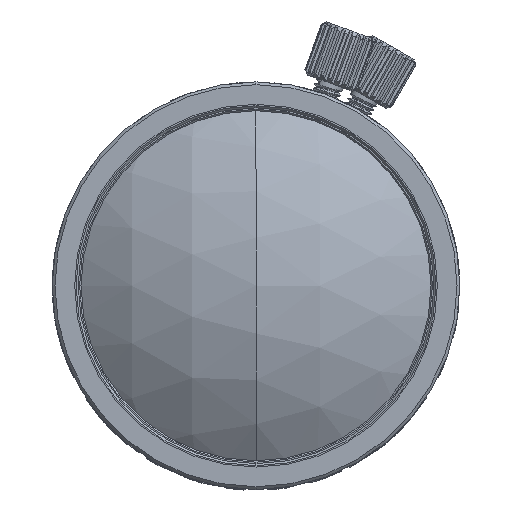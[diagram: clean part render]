
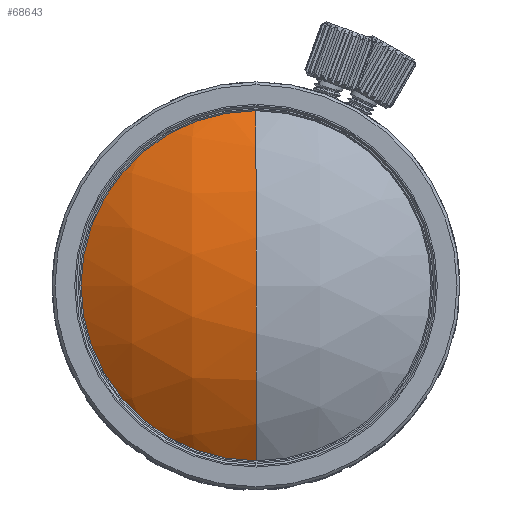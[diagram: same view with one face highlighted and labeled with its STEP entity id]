
A CAD part, top view. The second image highlights one B-rep face of the part: STEP entity #68643.
In plain terms, the highlighted spherical face has radius 20.91 mm.
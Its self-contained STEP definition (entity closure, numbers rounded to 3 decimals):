
#499 = FACE_OUTER_BOUND ( 'NONE', #36932, .T. ) ;
#1978 = ORIENTED_EDGE ( 'NONE', *, *, #86641, .F. ) ;
#2676 = CARTESIAN_POINT ( 'NONE',  ( 0., -12.725, 39.04 ) ) ;
#10394 = DIRECTION ( 'NONE',  ( 0., 0., -1. ) ) ;
#14372 = CARTESIAN_POINT ( 'NONE',  ( 0., 0., 22.448 ) ) ;
#15089 = VERTEX_POINT ( 'NONE', #22455 ) ;
#15803 = AXIS2_PLACEMENT_3D ( 'NONE', #68025, #29847, #42063 ) ;
#17263 = CARTESIAN_POINT ( 'NONE',  ( 0., 0., 22.448 ) ) ;
#20722 = EDGE_CURVE ( 'NONE', #66549, #15089, #67710, .T. ) ;
#22455 = CARTESIAN_POINT ( 'NONE',  ( 0., 12.725, 39.04 ) ) ;
#23289 = AXIS2_PLACEMENT_3D ( 'NONE', #14372, #67663, #55542 ) ;
#23825 = CARTESIAN_POINT ( 'NONE',  ( 0., 0., 39.04 ) ) ;
#27717 = AXIS2_PLACEMENT_3D ( 'NONE', #17263, #44561, #71871 ) ;
#29847 = DIRECTION ( 'NONE',  ( 1., 0., 0. ) ) ;
#36932 = EDGE_LOOP ( 'NONE', ( #47570, #67491, #1978 ) ) ;
#38160 = DIRECTION ( 'NONE',  ( -1., 0., 0. ) ) ;
#42063 = DIRECTION ( 'NONE',  ( 0., 0., -1. ) ) ;
#44561 = DIRECTION ( 'NONE',  ( -1., 0., 0. ) ) ;
#47570 = ORIENTED_EDGE ( 'NONE', *, *, #60128, .F. ) ;
#55395 = AXIS2_PLACEMENT_3D ( 'NONE', #23825, #10394, #38160 ) ;
#55542 = DIRECTION ( 'NONE',  ( 0., -1., 0. ) ) ;
#60128 = EDGE_CURVE ( 'NONE', #66549, #77764, #77264, .T. ) ;
#66549 = VERTEX_POINT ( 'NONE', #70639 ) ;
#67491 = ORIENTED_EDGE ( 'NONE', *, *, #20722, .T. ) ;
#67663 = DIRECTION ( 'NONE',  ( -1., 0., 0. ) ) ;
#67710 = CIRCLE ( 'NONE', #27717, 20.91 ) ;
#68025 = CARTESIAN_POINT ( 'NONE',  ( 0., 0., 22.448 ) ) ;
#68234 = CIRCLE ( 'NONE', #55395, 12.725 ) ;
#68643 = ADVANCED_FACE ( 'NONE', ( #499 ), #68971, .T. ) ;
#68971 = SPHERICAL_SURFACE ( 'NONE', #23289, 20.91 ) ;
#70639 = CARTESIAN_POINT ( 'NONE',  ( 0., 0., 43.358 ) ) ;
#71871 = DIRECTION ( 'NONE',  ( 0., -1., 0. ) ) ;
#77264 = CIRCLE ( 'NONE', #15803, 20.91 ) ;
#77764 = VERTEX_POINT ( 'NONE', #2676 ) ;
#86641 = EDGE_CURVE ( 'NONE', #77764, #15089, #68234, .T. ) ;
